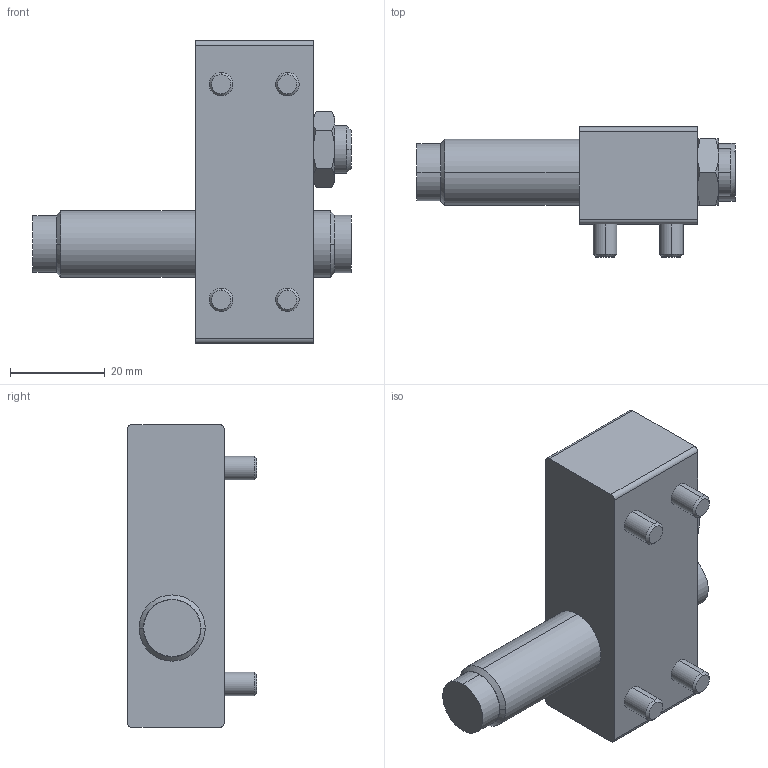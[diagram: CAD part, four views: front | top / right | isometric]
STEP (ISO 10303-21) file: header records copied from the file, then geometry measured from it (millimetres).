
FILE_DESCRIPTION (( 'STEP AP214' ), '1' );
FILE_NAME ('MYH-A32L1.STEP', '2018-06-18T07:41:58', ( 'SONIC' ), ( 'UNITCOM PC' ), 'SwSTEP 2.0', 'SolidWorks 2015', '' );
FILE_SCHEMA (( 'AUTOMOTIVE_DESIGN' ));
Length unit declared in the file: millimetre
Products named in the file (3): MYH-A32_RB1412; MYH-A32_UNIT1; MYH-A32L1
Assembly tree (2 placements, depth 2):
  MYH-A32L1
    MYH-A32_UNIT1
    MYH-A32_RB1412
Bounding box: 67.3 x 27.4 x 64 mm (x, y, z)
Volume: 41238.2 mm3; surface area: 11527.9 mm2
Topology: 2 solids, 2 shells, 126 faces, 282 edges, 177 vertices
Faces by surface type: plane 55, cone 39, cylinder 32
Entity records: 5063 total; most frequent: CARTESIAN_POINT 710, DIRECTION 629, ORIENTED_EDGE 564, EDGE_CURVE 282, AXIS2_PLACEMENT_3D 240, VERTEX_POINT 177, VECTOR 149, LINE 149
